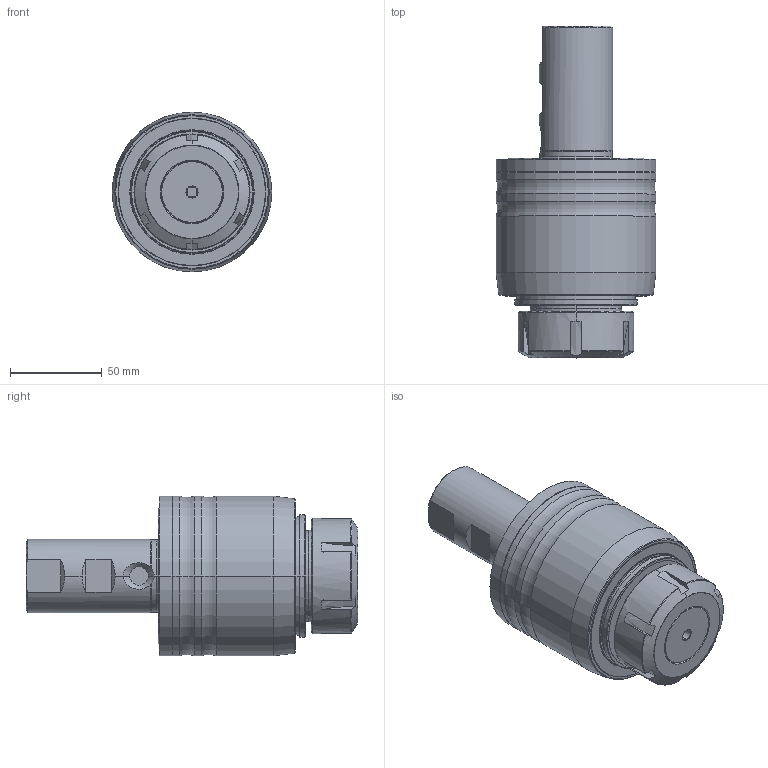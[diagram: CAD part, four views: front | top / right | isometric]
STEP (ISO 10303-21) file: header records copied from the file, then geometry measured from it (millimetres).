
FILE_DESCRIPTION((''),'2;1');
FILE_NAME('23800-D40-23410-ER40','2019-04-12T',('046'),(''),'CREO PARAMETRIC BY PTC INC, 2016260','CREO PARAMETRIC BY PTC INC, 2016260','');
FILE_SCHEMA(('CONFIG_CONTROL_DESIGN'));
Length unit declared in the file: millimetre
Products named in the file (1): 23800-D40-23410-ER40
Bounding box: 87 x 180.74 x 87 mm (x, y, z)
Volume: 603153.2 mm3; surface area: 61416 mm2
Topology: 1 solids, 1 shells, 193 faces, 468 edges, 288 vertices
Faces by surface type: cylinder 66, plane 53, cone 46, torus 28
Entity records: 6577 total; most frequent: CARTESIAN_POINT 2069, DIRECTION 947, ORIENTED_EDGE 936, EDGE_CURVE 468, AXIS2_PLACEMENT_3D 402, VERTEX_POINT 288, EDGE_LOOP 212, CIRCLE 209
